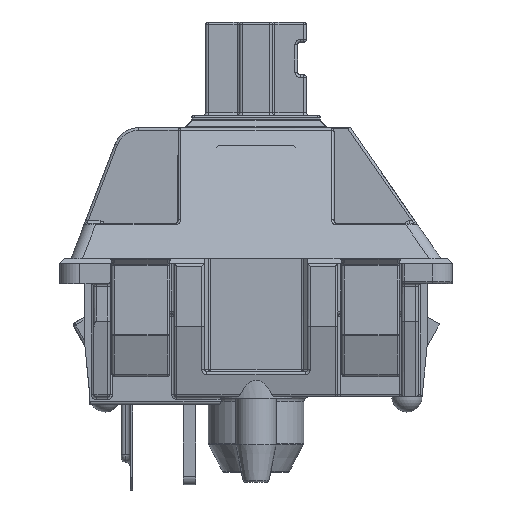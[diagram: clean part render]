
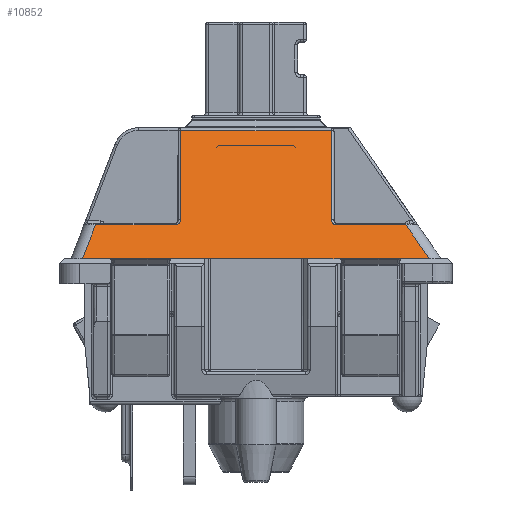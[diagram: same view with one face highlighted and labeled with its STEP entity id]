
A CAD part, left-side view. The second image highlights one B-rep face of the part: STEP entity #10852.
In plain terms, the highlighted planar face has unit normal (-0.914, 0, 0.405).
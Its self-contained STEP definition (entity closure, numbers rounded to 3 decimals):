
#7835 = EDGE_CURVE('',#7836,#7838,#7840,.T.);
#7836 = VERTEX_POINT('',#7837);
#7837 = CARTESIAN_POINT('',(-7.35,6.892,5.99));
#7838 = VERTEX_POINT('',#7839);
#7839 = CARTESIAN_POINT('',(-7.35,-6.882,5.99));
#7840 = LINE('',#7841,#7842);
#7841 = CARTESIAN_POINT('',(-7.35,7.35,5.99));
#7842 = VECTOR('',#7843,1.);
#7843 = DIRECTION('',(0.,-1.,0.));
#10852 = ADVANCED_FACE('',(#10853),#10928,.F.);
#10853 = FACE_BOUND('',#10854,.T.);
#10854 = EDGE_LOOP('',(#10855,#10866,#10874,#10882,#10890,#10899,#10907,
    #10913,#10914,#10922));
#10855 = ORIENTED_EDGE('',*,*,#10856,.F.);
#10856 = EDGE_CURVE('',#10857,#10859,#10861,.T.);
#10857 = VERTEX_POINT('',#10858);
#10858 = CARTESIAN_POINT('',(-6.669,-3.,7.53));
#10859 = VERTEX_POINT('',#10860);
#10860 = CARTESIAN_POINT('',(-6.757,-3.2,7.33));
#10861 = ( BOUNDED_CURVE() B_SPLINE_CURVE(3,(#10862,#10863,#10864,#10865
),.UNSPECIFIED.,.F.,.F.) B_SPLINE_CURVE_WITH_KNOTS((4,4),(1.571
,3.142),.PIECEWISE_BEZIER_KNOTS.) CURVE() 
GEOMETRIC_REPRESENTATION_ITEM() RATIONAL_B_SPLINE_CURVE((1.,
0.805,0.805,1.)) REPRESENTATION_ITEM('') );
#10862 = CARTESIAN_POINT('',(-6.669,-3.,7.53));
#10863 = CARTESIAN_POINT('',(-6.72,-3.,7.413));
#10864 = CARTESIAN_POINT('',(-6.757,-3.083,
    7.33));
#10865 = CARTESIAN_POINT('',(-6.757,-3.2,7.33));
#10866 = ORIENTED_EDGE('',*,*,#10867,.T.);
#10867 = EDGE_CURVE('',#10857,#10868,#10870,.T.);
#10868 = VERTEX_POINT('',#10869);
#10869 = CARTESIAN_POINT('',(-5.103,-3.,11.071));
#10870 = LINE('',#10871,#10872);
#10871 = CARTESIAN_POINT('',(-5.103,-3.,11.071));
#10872 = VECTOR('',#10873,1.);
#10873 = DIRECTION('',(0.405,0.,0.915
    ));
#10874 = ORIENTED_EDGE('',*,*,#10875,.T.);
#10875 = EDGE_CURVE('',#10868,#10876,#10878,.T.);
#10876 = VERTEX_POINT('',#10877);
#10877 = CARTESIAN_POINT('',(-5.103,3.,11.071));
#10878 = LINE('',#10879,#10880);
#10879 = CARTESIAN_POINT('',(-5.103,3.1,11.071));
#10880 = VECTOR('',#10881,1.);
#10881 = DIRECTION('',(0.,1.,0.));
#10882 = ORIENTED_EDGE('',*,*,#10883,.T.);
#10883 = EDGE_CURVE('',#10876,#10884,#10886,.T.);
#10884 = VERTEX_POINT('',#10885);
#10885 = CARTESIAN_POINT('',(-6.669,3.,7.53));
#10886 = LINE('',#10887,#10888);
#10887 = CARTESIAN_POINT('',(-6.731,3.,7.39));
#10888 = VECTOR('',#10889,1.);
#10889 = DIRECTION('',(-0.405,0.,
    -0.915));
#10890 = ORIENTED_EDGE('',*,*,#10891,.F.);
#10891 = EDGE_CURVE('',#10892,#10884,#10894,.T.);
#10892 = VERTEX_POINT('',#10893);
#10893 = CARTESIAN_POINT('',(-6.757,3.2,7.33));
#10894 = ( BOUNDED_CURVE() B_SPLINE_CURVE(3,(#10895,#10896,#10897,#10898
),.UNSPECIFIED.,.F.,.F.) B_SPLINE_CURVE_WITH_KNOTS((4,4),(3.142,
4.712),.PIECEWISE_BEZIER_KNOTS.) CURVE() 
GEOMETRIC_REPRESENTATION_ITEM() RATIONAL_B_SPLINE_CURVE((1.,
0.805,0.805,1.)) REPRESENTATION_ITEM('') );
#10895 = CARTESIAN_POINT('',(-6.757,3.2,7.33));
#10896 = CARTESIAN_POINT('',(-6.757,3.083,
    7.33));
#10897 = CARTESIAN_POINT('',(-6.72,3.,7.413));
#10898 = CARTESIAN_POINT('',(-6.669,3.,7.53));
#10899 = ORIENTED_EDGE('',*,*,#10900,.T.);
#10900 = EDGE_CURVE('',#10892,#10901,#10903,.T.);
#10901 = VERTEX_POINT('',#10902);
#10902 = CARTESIAN_POINT('',(-6.757,6.377,
    7.33));
#10903 = LINE('',#10904,#10905);
#10904 = CARTESIAN_POINT('',(-6.757,7.35,7.33));
#10905 = VECTOR('',#10906,1.);
#10906 = DIRECTION('',(0.,1.,0.));
#10907 = ORIENTED_EDGE('',*,*,#10908,.T.);
#10908 = EDGE_CURVE('',#10901,#7836,#10909,.T.);
#10909 = LINE('',#10910,#10911);
#10910 = CARTESIAN_POINT('',(-5.361,5.163,
    10.486));
#10911 = VECTOR('',#10912,1.);
#10912 = DIRECTION('',(-0.382,0.332,-0.863));
#10913 = ORIENTED_EDGE('',*,*,#7835,.T.);
#10914 = ORIENTED_EDGE('',*,*,#10915,.T.);
#10915 = EDGE_CURVE('',#7838,#10916,#10918,.T.);
#10916 = VERTEX_POINT('',#10917);
#10917 = CARTESIAN_POINT('',(-6.757,-5.954,
    7.33));
#10918 = LINE('',#10919,#10920);
#10919 = CARTESIAN_POINT('',(-3.106,-0.24,
    15.585));
#10920 = VECTOR('',#10921,1.);
#10921 = DIRECTION('',(0.342,0.535,0.773));
#10922 = ORIENTED_EDGE('',*,*,#10923,.T.);
#10923 = EDGE_CURVE('',#10916,#10859,#10924,.T.);
#10924 = LINE('',#10925,#10926);
#10925 = CARTESIAN_POINT('',(-6.757,-3.1,7.33));
#10926 = VECTOR('',#10927,1.);
#10927 = DIRECTION('',(0.,1.,0.));
#10928 = PLANE('',#10929);
#10929 = AXIS2_PLACEMENT_3D('',#10930,#10931,#10932);
#10930 = CARTESIAN_POINT('',(-5.05,7.35,11.19));
#10931 = DIRECTION('',(0.915,0.,
    -0.405));
#10932 = DIRECTION('',(0.,-1.,0.));
